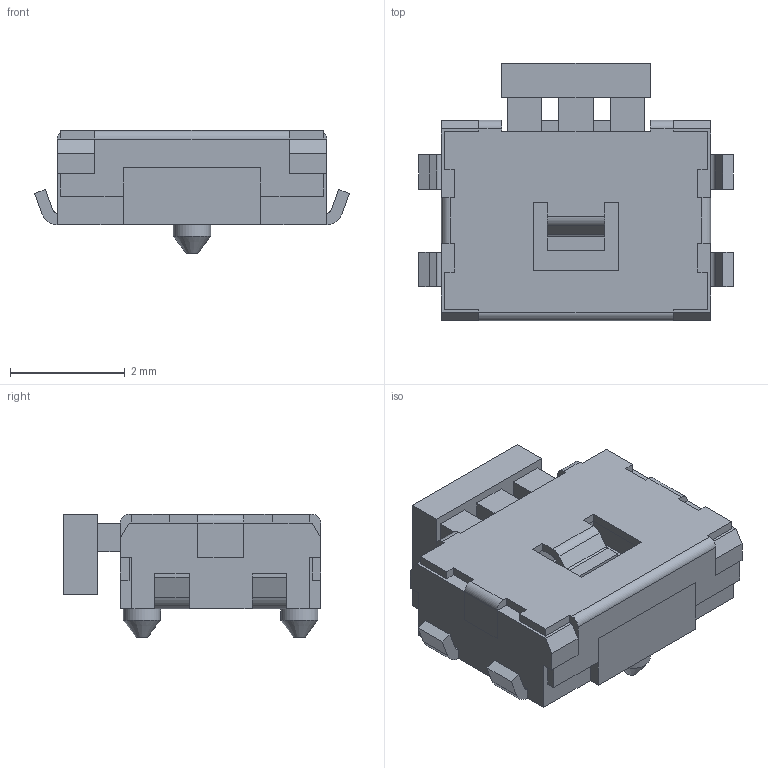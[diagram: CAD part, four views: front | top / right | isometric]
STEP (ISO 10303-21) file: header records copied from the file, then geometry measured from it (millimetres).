
FILE_DESCRIPTION(/* description */ ('model of Panasonic_EVQPUM_EVQPUD'),/* implementation_level */ '2;1');
FILE_NAME(/* name */ 'Panasonic_EVQPUM_EVQPUD.step',/* time_stamp */ '1970-01-01T00:00:00',/* author */ ('KiCAD','kicad'),/* organization */ ('OCCT'),/* preprocessor_version */ '',/* originating_system */ 'KiCAD',/* authorisation */ '');
FILE_SCHEMA(('AUTOMOTIVE_DESIGN { 1 0 10303 214 1 1 1 1 }'));
Length unit declared in the file: millimetre
Products named in the file (1): Panasonic_EVQPUM_EVQPUD
Bounding box: 5.5 x 4.5 x 2.15 mm (x, y, z)
Volume: 28.4 mm3; surface area: 91.8 mm2
Topology: 1 solids, 1 shells, 175 faces, 489 edges, 312 vertices
Faces by surface type: plane 154, cylinder 19, cone 2
Full cylindrical faces by diameter (mm): 0.65 x2
Entity records: 3610 total; most frequent: ORIENTED_EDGE 762, EDGE_CURVE 489, CARTESIAN_POINT 430, LINE 381, VERTEX_POINT 312, AXIS2_PLACEMENT_3D 191, FACE_BOUND 181, EDGE_LOOP 181
